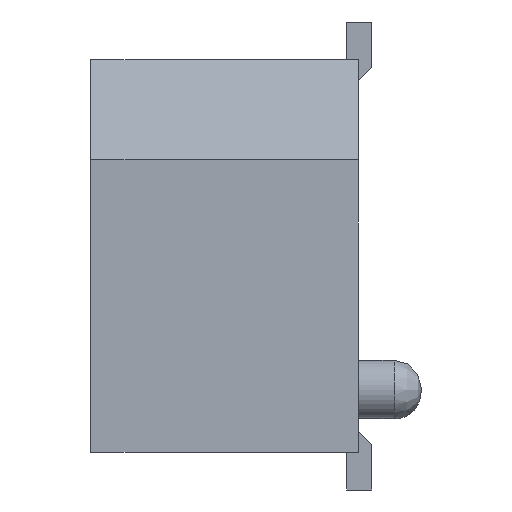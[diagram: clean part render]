
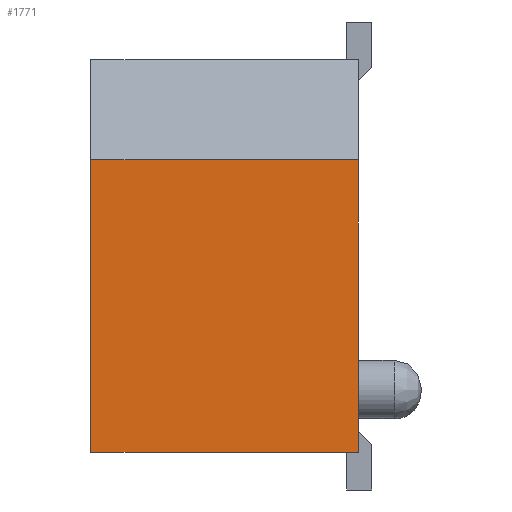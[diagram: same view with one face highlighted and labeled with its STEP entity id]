
A CAD part, left-side view. The second image highlights one B-rep face of the part: STEP entity #1771.
In plain terms, the highlighted planar face has unit normal (-1, 0, 0).
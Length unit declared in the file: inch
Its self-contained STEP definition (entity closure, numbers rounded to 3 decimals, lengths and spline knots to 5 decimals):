
#1771 = ADVANCED_FACE( '', ( #3726 ), #3727, .F. );
#3726 = FACE_OUTER_BOUND( '', #5936, .T. );
#3727 = PLANE( '', #5937 );
#5936 = EDGE_LOOP( '', ( #11448, #11449, #11450, #11451 ) );
#5937 = AXIS2_PLACEMENT_3D( '', #11452, #11453, #11454 );
#11448 = ORIENTED_EDGE( '', *, *, #15621, .T. );
#11449 = ORIENTED_EDGE( '', *, *, #15867, .F. );
#11450 = ORIENTED_EDGE( '', *, *, #15397, .F. );
#11451 = ORIENTED_EDGE( '', *, *, #14522, .T. );
#11452 = CARTESIAN_POINT( '', ( -0.39375, 0.168, -0.1175 ) );
#11453 = DIRECTION( '', ( 1., 0., 0. ) );
#11454 = DIRECTION( '', ( 0., 0., -1. ) );
#14522 = EDGE_CURVE( '', #18036, #18034, #18037, .T. );
#15397 = EDGE_CURVE( '', #18036, #19348, #19349, .T. );
#15621 = EDGE_CURVE( '', #18034, #19614, #19616, .T. );
#15867 = EDGE_CURVE( '', #19348, #19614, #19922, .T. );
#18034 = VERTEX_POINT( '', #22976 );
#18036 = VERTEX_POINT( '', #22979 );
#18037 = LINE( '', #22980, #22981 );
#19348 = VERTEX_POINT( '', #25000 );
#19349 = LINE( '', #25001, #25002 );
#19614 = VERTEX_POINT( '', #25402 );
#19616 = LINE( '', #25405, #25406 );
#19922 = LINE( '', #25871, #25872 );
#22976 = CARTESIAN_POINT( '', ( -0.39375, 0.008, -0.1175 ) );
#22979 = CARTESIAN_POINT( '', ( -0.39375, 0.168, -0.1175 ) );
#22980 = CARTESIAN_POINT( '', ( -0.39375, 0.168, -0.1175 ) );
#22981 = VECTOR( '', #27317, 39.37008 );
#25000 = CARTESIAN_POINT( '', ( -0.39375, 0.168, 0.0575 ) );
#25001 = CARTESIAN_POINT( '', ( -0.39375, 0.168, -0.1175 ) );
#25002 = VECTOR( '', #28032, 39.37008 );
#25402 = CARTESIAN_POINT( '', ( -0.39375, 0.008, 0.0575 ) );
#25405 = CARTESIAN_POINT( '', ( -0.39375, 0.008, -0.1175 ) );
#25406 = VECTOR( '', #28178, 39.37008 );
#25871 = CARTESIAN_POINT( '', ( -0.39375, 0.168, 0.0575 ) );
#25872 = VECTOR( '', #28338, 39.37008 );
#27317 = DIRECTION( '', ( 0., -1., 0. ) );
#28032 = DIRECTION( '', ( 0., 0., 1. ) );
#28178 = DIRECTION( '', ( 0., 0., 1. ) );
#28338 = DIRECTION( '', ( 0., -1., 0. ) );
